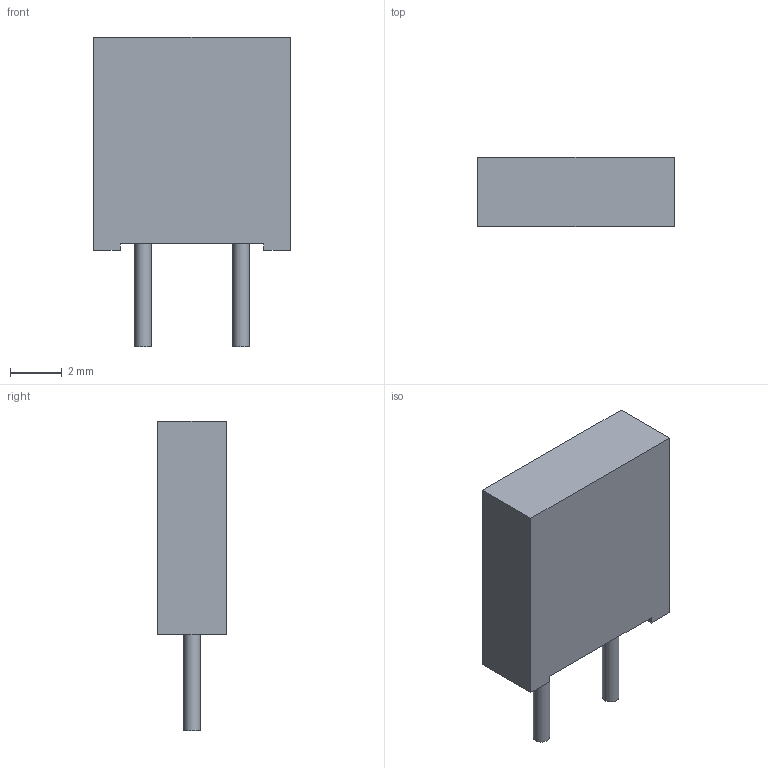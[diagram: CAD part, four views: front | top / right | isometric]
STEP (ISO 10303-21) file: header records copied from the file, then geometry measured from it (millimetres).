
FILE_DESCRIPTION(('FreeCAD Model'),'2;1');
FILE_NAME('Open CASCADE Shape Model','2023-11-30T08:34:35',( 'kicad StepUp'),('ksu MCAD'),'Open CASCADE STEP processor 7.7', 'FreeCAD','Unknown');
FILE_SCHEMA(('AUTOMOTIVE_DESIGN { 1 0 10303 214 1 1 1 1 }'));
Length unit declared in the file: millimetre
Products named in the file (1): Compound
Bounding box: 7.62 x 2.67 x 12.03 mm (x, y, z)
Volume: 167.3 mm3; surface area: 227.1 mm2
Topology: 3 solids, 3 shells, 16 faces, 30 edges, 20 vertices
Faces by surface type: plane 14, cylinder 2
Full cylindrical faces by diameter (mm): 0.644 x2
Entity records: 548 total; most frequent: DIRECTION 68, CARTESIAN_POINT 67, ORIENTED_EDGE 60, EDGE_CURVE 30, LINE 26, VECTOR 26, AXIS2_PLACEMENT_3D 21, VERTEX_POINT 20
